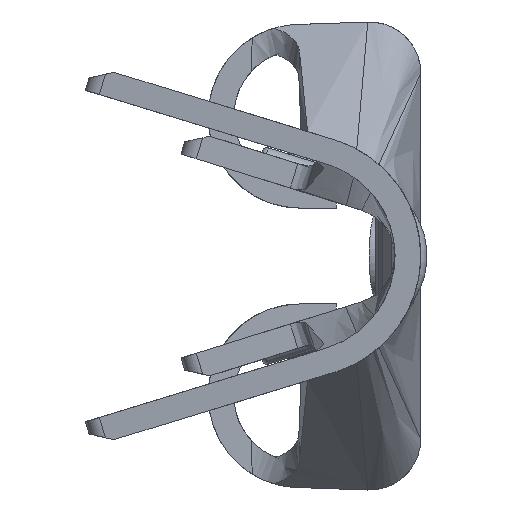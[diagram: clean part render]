
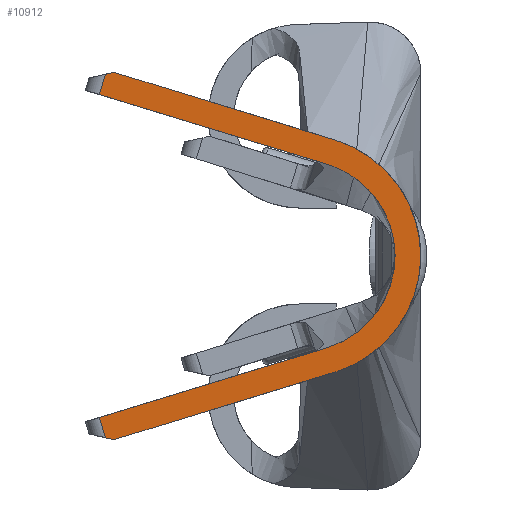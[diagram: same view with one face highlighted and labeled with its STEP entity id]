
A CAD part, left-side view. The second image highlights one B-rep face of the part: STEP entity #10912.
In plain terms, the highlighted planar face has unit normal (-0.996, 0.087, 0).
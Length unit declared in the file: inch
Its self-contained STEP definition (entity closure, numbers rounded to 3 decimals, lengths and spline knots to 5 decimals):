
#204 = VECTOR ( 'NONE', #11646, 39.37008 ) ;
#278 = ORIENTED_EDGE ( 'NONE', *, *, #10950, .T. ) ;
#451 = ORIENTED_EDGE ( 'NONE', *, *, #1620, .T. ) ;
#577 = VECTOR ( 'NONE', #1646, 39.37008 ) ;
#590 =( BOUNDED_CURVE ( )  B_SPLINE_CURVE ( 3, ( #2216, #10006, #13334, #6698 ),
 .UNSPECIFIED., .F., .F. ) 
 B_SPLINE_CURVE_WITH_KNOTS ( ( 4, 4 ),
 ( 1.86778, 4.41541 ),
 .UNSPECIFIED. ) 
 CURVE ( )  GEOMETRIC_REPRESENTATION_ITEM ( )  RATIONAL_B_SPLINE_CURVE ( ( 1., 0.528, 0.528, 1. ) ) 
 REPRESENTATION_ITEM ( '' )  );
#671 = CARTESIAN_POINT ( 'NONE',  ( -0.73196, 0.20616, 0.11175 ) ) ;
#682 = DIRECTION ( 'NONE',  ( -0.026, -0.293, -0.956 ) ) ;
#810 = CARTESIAN_POINT ( 'NONE',  ( -0.73273, 0.19734, -0.11378 ) ) ;
#822 = CARTESIAN_POINT ( 'NONE',  ( -0.73239, 0.20123, 0.10107 ) ) ;
#900 = LINE ( 'NONE', #10547, #204 ) ;
#1041 = DIRECTION ( 'NONE',  ( 0.026, 0.293, -0.956 ) ) ;
#1065 = VECTOR ( 'NONE', #11337, 39.37008 ) ;
#1217 = EDGE_CURVE ( 'NONE', #6945, #3300, #13643, .T. ) ;
#1317 = CARTESIAN_POINT ( 'NONE',  ( -0.74533, 0.05339, -0.07256 ) ) ;
#1342 = CARTESIAN_POINT ( 'NONE',  ( -0.74492, 0.05804, 0.05725 ) ) ;
#1498 = VERTEX_POINT ( 'NONE', #2892 ) ;
#1573 = VERTEX_POINT ( 'NONE', #810 ) ;
#1620 = EDGE_CURVE ( 'NONE', #1498, #3300, #1642, .T. ) ;
#1642 = LINE ( 'NONE', #7735, #10532 ) ;
#1646 = DIRECTION ( 'NONE',  ( 0.085, 0.971, 0.224 ) ) ;
#1793 = CARTESIAN_POINT ( 'NONE',  ( -0.75297, -0.03391, 0.04584 ) ) ;
#2128 = ORIENTED_EDGE ( 'NONE', *, *, #2784, .F. ) ;
#2133 =( BOUNDED_CURVE ( )  B_SPLINE_CURVE ( 3, ( #9630, #1793, #7403, #10747 ),
 .UNSPECIFIED., .F., .T. ) 
 B_SPLINE_CURVE_WITH_KNOTS ( ( 4, 4 ),
 ( 1.86778, 4.41541 ),
 .UNSPECIFIED. ) 
 CURVE ( )  GEOMETRIC_REPRESENTATION_ITEM ( )  RATIONAL_B_SPLINE_CURVE ( ( 1., 0.528, 0.528, 1. ) ) 
 REPRESENTATION_ITEM ( '' )  );
#2216 = CARTESIAN_POINT ( 'NONE',  ( -0.74489, 0.05844, -0.05737 ) ) ;
#2678 = ORIENTED_EDGE ( 'NONE', *, *, #1217, .F. ) ;
#2784 = EDGE_CURVE ( 'NONE', #14343, #13462, #2133, .T. ) ;
#2786 = CARTESIAN_POINT ( 'NONE',  ( -0.7332, 0.19207, 0.115 ) ) ;
#2867 = CARTESIAN_POINT ( 'NONE',  ( -0.74533, 0.05339, 0.07256 ) ) ;
#2892 = CARTESIAN_POINT ( 'NONE',  ( -0.73273, 0.19734, 0.11378 ) ) ;
#3142 = EDGE_CURVE ( 'NONE', #4511, #7832, #900, .T. ) ;
#3173 = LINE ( 'NONE', #8345, #577 ) ;
#3300 = VERTEX_POINT ( 'NONE', #822 ) ;
#3559 = ORIENTED_EDGE ( 'NONE', *, *, #10689, .F. ) ;
#4019 = LINE ( 'NONE', #1317, #1065 ) ;
#4367 = EDGE_CURVE ( 'NONE', #13462, #5608, #4019, .T. ) ;
#4511 = VERTEX_POINT ( 'NONE', #12933 ) ;
#5106 = CARTESIAN_POINT ( 'NONE',  ( -0.73425, 0.17999, -0.1705 ) ) ;
#5147 = EDGE_LOOP ( 'NONE', ( #5595, #451, #2678, #3559, #7637, #278, #6247, #5914, #2128, #10802 ) ) ;
#5306 = VECTOR ( 'NONE', #682, 39.37008 ) ;
#5595 = ORIENTED_EDGE ( 'NONE', *, *, #9795, .F. ) ;
#5608 = VERTEX_POINT ( 'NONE', #11538 ) ;
#5914 = ORIENTED_EDGE ( 'NONE', *, *, #4367, .F. ) ;
#6127 = CARTESIAN_POINT ( 'NONE',  ( -0.7453, 0.05376, 0.07267 ) ) ;
#6202 = PLANE ( 'NONE',  #10165 ) ;
#6227 = LINE ( 'NONE', #671, #11768 ) ;
#6247 = ORIENTED_EDGE ( 'NONE', *, *, #14326, .F. ) ;
#6368 = LINE ( 'NONE', #2867, #12253 ) ;
#6698 = CARTESIAN_POINT ( 'NONE',  ( -0.74489, 0.05844, 0.05737 ) ) ;
#6945 = VERTEX_POINT ( 'NONE', #9088 ) ;
#7328 = DIRECTION ( 'NONE',  ( 0.087, 0.996, 0. ) ) ;
#7403 = CARTESIAN_POINT ( 'NONE',  ( -0.75297, -0.03391, -0.04584 ) ) ;
#7637 = ORIENTED_EDGE ( 'NONE', *, *, #3142, .F. ) ;
#7735 = CARTESIAN_POINT ( 'NONE',  ( -0.72863, 0.2443, -0.03966 ) ) ;
#7832 = VERTEX_POINT ( 'NONE', #11900 ) ;
#8043 = DIRECTION ( 'NONE',  ( 0.083, 0.953, 0.292 ) ) ;
#8345 = CARTESIAN_POINT ( 'NONE',  ( -0.73196, 0.20616, -0.11175 ) ) ;
#8410 = CARTESIAN_POINT ( 'NONE',  ( -0.75, 0., -0.115 ) ) ;
#8640 = VERTEX_POINT ( 'NONE', #2786 ) ;
#9088 = CARTESIAN_POINT ( 'NONE',  ( -0.74489, 0.05844, 0.05737 ) ) ;
#9630 = CARTESIAN_POINT ( 'NONE',  ( -0.7453, 0.05376, 0.07267 ) ) ;
#9795 = EDGE_CURVE ( 'NONE', #1498, #8640, #6227, .T. ) ;
#10006 = CARTESIAN_POINT ( 'NONE',  ( -0.75094, -0.01077, -0.03619 ) ) ;
#10165 = AXIS2_PLACEMENT_3D ( 'NONE', #8410, #13954, #7328 ) ;
#10532 = VECTOR ( 'NONE', #1041, 39.37008 ) ;
#10547 = CARTESIAN_POINT ( 'NONE',  ( -0.74492, 0.05804, -0.05725 ) ) ;
#10673 = DIRECTION ( 'NONE',  ( -0.083, -0.953, -0.292 ) ) ;
#10689 = EDGE_CURVE ( 'NONE', #7832, #6945, #590, .T. ) ;
#10747 = CARTESIAN_POINT ( 'NONE',  ( -0.7453, 0.05376, -0.07267 ) ) ;
#10802 = ORIENTED_EDGE ( 'NONE', *, *, #11442, .F. ) ;
#10912 = ADVANCED_FACE ( 'NONE', ( #14179 ), #6202, .F. ) ;
#10950 = EDGE_CURVE ( 'NONE', #4511, #1573, #13845, .T. ) ;
#11337 = DIRECTION ( 'NONE',  ( 0.083, 0.953, -0.292 ) ) ;
#11442 = EDGE_CURVE ( 'NONE', #8640, #14343, #6368, .T. ) ;
#11538 = CARTESIAN_POINT ( 'NONE',  ( -0.7332, 0.19207, -0.115 ) ) ;
#11646 = DIRECTION ( 'NONE',  ( -0.083, -0.953, 0.292 ) ) ;
#11768 = VECTOR ( 'NONE', #13994, 39.37008 ) ;
#11900 = CARTESIAN_POINT ( 'NONE',  ( -0.74489, 0.05844, -0.05737 ) ) ;
#12253 = VECTOR ( 'NONE', #10673, 39.37008 ) ;
#12933 = CARTESIAN_POINT ( 'NONE',  ( -0.73239, 0.20123, -0.10107 ) ) ;
#13334 = CARTESIAN_POINT ( 'NONE',  ( -0.75094, -0.01077, 0.03619 ) ) ;
#13462 = VERTEX_POINT ( 'NONE', #13794 ) ;
#13643 = LINE ( 'NONE', #1342, #13983 ) ;
#13794 = CARTESIAN_POINT ( 'NONE',  ( -0.7453, 0.05376, -0.07267 ) ) ;
#13845 = LINE ( 'NONE', #5106, #5306 ) ;
#13954 = DIRECTION ( 'NONE',  ( 0.996, -0.087, 0. ) ) ;
#13983 = VECTOR ( 'NONE', #8043, 39.37008 ) ;
#13994 = DIRECTION ( 'NONE',  ( -0.085, -0.971, 0.224 ) ) ;
#14179 = FACE_OUTER_BOUND ( 'NONE', #5147, .T. ) ;
#14326 = EDGE_CURVE ( 'NONE', #5608, #1573, #3173, .T. ) ;
#14343 = VERTEX_POINT ( 'NONE', #6127 ) ;
